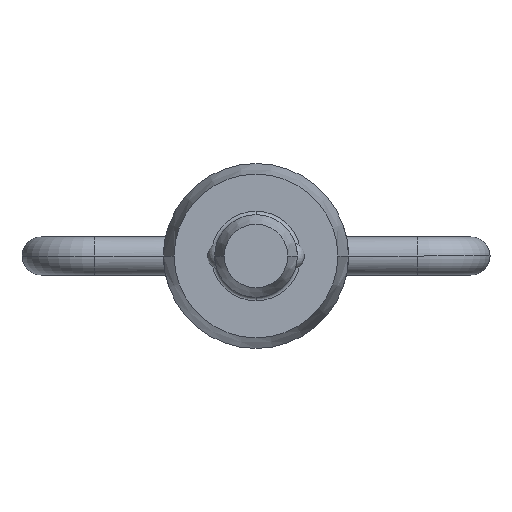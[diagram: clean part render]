
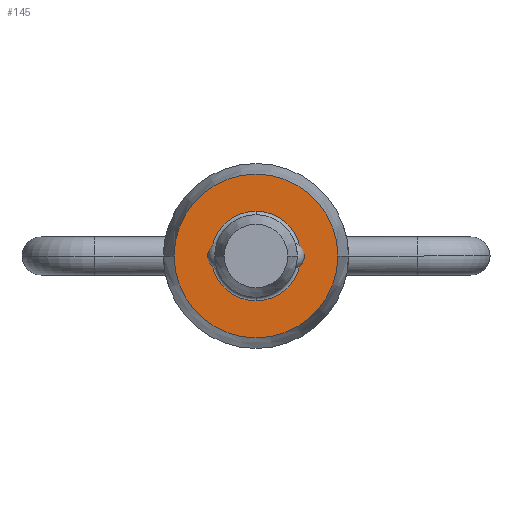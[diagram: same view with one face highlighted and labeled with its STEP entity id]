
A CAD part, front view. The second image highlights one B-rep face of the part: STEP entity #145.
In plain terms, the highlighted planar face has unit normal (0, -1, 0).
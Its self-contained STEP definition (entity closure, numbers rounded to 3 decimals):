
#145=ADVANCED_FACE('',(#286,#287),#288,.T.);
#286=FACE_OUTER_BOUND('',#419,.T.);
#287=FACE_BOUND('',#420,.T.);
#288=PLANE('',#421);
#419=EDGE_LOOP('',(#781,#782));
#420=EDGE_LOOP('',(#783,#784,#785));
#421=AXIS2_PLACEMENT_3D('',#786,#787,#788);
#781=ORIENTED_EDGE('',*,*,#844,.T.);
#782=ORIENTED_EDGE('',*,*,#832,.T.);
#783=ORIENTED_EDGE('',*,*,#927,.T.);
#784=ORIENTED_EDGE('',*,*,#902,.T.);
#785=ORIENTED_EDGE('',*,*,#928,.T.);
#786=CARTESIAN_POINT('',(-3.958,0.0,0.0));
#787=DIRECTION('',(0.,-1.0,0.0));
#788=DIRECTION('',(1.0,0.,0.0));
#832=EDGE_CURVE('',#1009,#1006,#1010,.T.);
#844=EDGE_CURVE('',#1006,#1009,#1025,.T.);
#902=EDGE_CURVE('',#1099,#1103,#1105,.T.);
#927=EDGE_CURVE('',#1131,#1099,#1132,.T.);
#928=EDGE_CURVE('',#1103,#1131,#1133,.T.);
#1006=VERTEX_POINT('',#1316);
#1009=VERTEX_POINT('',#1320);
#1010=CIRCLE('',#1321,4.722);
#1025=CIRCLE('',#1339,4.722);
#1099=VERTEX_POINT('',#1504);
#1103=VERTEX_POINT('',#1508);
#1105=CIRCLE('',#1510,2.581);
#1131=VERTEX_POINT('',#1536);
#1132=CIRCLE('',#1537,2.581);
#1133=CIRCLE('',#1538,2.581);
#1316=CARTESIAN_POINT('',(-4.722,0.0,0.0));
#1320=CARTESIAN_POINT('',(4.722,0.,0.));
#1321=AXIS2_PLACEMENT_3D('',#1605,#1606,#1607);
#1339=AXIS2_PLACEMENT_3D('',#1626,#1627,#1628);
#1504=CARTESIAN_POINT('',(0.,0.,2.581));
#1508=CARTESIAN_POINT('',(0.,0.,-2.581));
#1510=AXIS2_PLACEMENT_3D('',#1710,#1711,#1712);
#1536=CARTESIAN_POINT('',(-2.581,0.0,0.0));
#1537=AXIS2_PLACEMENT_3D('',#1746,#1747,#1748);
#1538=AXIS2_PLACEMENT_3D('',#1749,#1750,#1751);
#1605=CARTESIAN_POINT('',(0.,0.0,0.));
#1606=DIRECTION('',(0.,-1.0,0.0));
#1607=DIRECTION('',(-1.0,0.,0.0));
#1626=CARTESIAN_POINT('',(0.,0.0,0.));
#1627=DIRECTION('',(0.,-1.0,0.0));
#1628=DIRECTION('',(-1.0,0.,0.0));
#1710=CARTESIAN_POINT('',(0.,0.0,0.0));
#1711=DIRECTION('',(0.,1.0,0.0));
#1712=DIRECTION('',(-1.0,0.,0.0));
#1746=CARTESIAN_POINT('',(0.,0.0,0.0));
#1747=DIRECTION('',(0.,1.0,0.0));
#1748=DIRECTION('',(-1.0,0.,0.0));
#1749=CARTESIAN_POINT('',(0.,0.0,0.0));
#1750=DIRECTION('',(0.,1.0,0.0));
#1751=DIRECTION('',(-1.0,0.,0.0));
